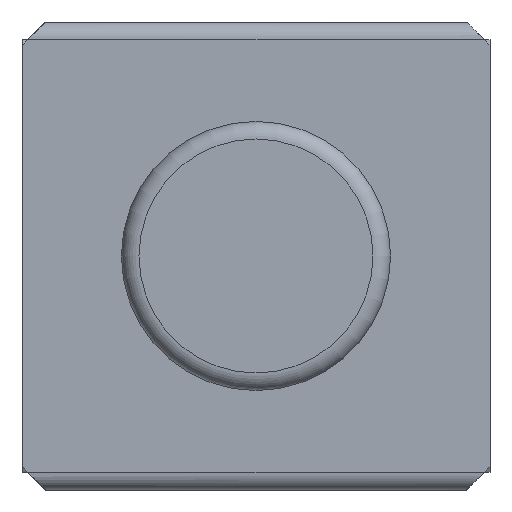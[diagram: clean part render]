
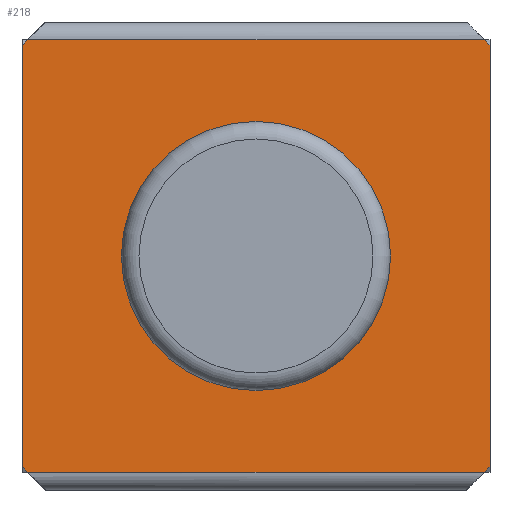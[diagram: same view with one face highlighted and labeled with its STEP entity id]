
A CAD part, front view. The second image highlights one B-rep face of the part: STEP entity #218.
In plain terms, the highlighted planar face has unit normal (0, -1, 0).
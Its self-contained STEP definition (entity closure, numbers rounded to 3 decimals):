
#218 = ADVANCED_FACE( '', ( #509, #510 ), #511, .F. );
#509 = FACE_BOUND( '', #1144, .T. );
#510 = FACE_OUTER_BOUND( '', #1145, .T. );
#511 = PLANE( '', #1146 );
#1144 = EDGE_LOOP( '', ( #1914 ) );
#1145 = EDGE_LOOP( '', ( #1915, #1916, #1917, #1918, #1919, #1920, #1921, #1922 ) );
#1146 = AXIS2_PLACEMENT_3D( '', #1923, #1924, #1925 );
#1914 = ORIENTED_EDGE( '', *, *, #3988, .F. );
#1915 = ORIENTED_EDGE( '', *, *, #3989, .F. );
#1916 = ORIENTED_EDGE( '', *, *, #3977, .T. );
#1917 = ORIENTED_EDGE( '', *, *, #3990, .F. );
#1918 = ORIENTED_EDGE( '', *, *, #3991, .F. );
#1919 = ORIENTED_EDGE( '', *, *, #3992, .F. );
#1920 = ORIENTED_EDGE( '', *, *, #3979, .F. );
#1921 = ORIENTED_EDGE( '', *, *, #3993, .F. );
#1922 = ORIENTED_EDGE( '', *, *, #3994, .F. );
#1923 = CARTESIAN_POINT( '', ( 0., -12., 0. ) );
#1924 = DIRECTION( '', ( 0., 1., 0. ) );
#1925 = DIRECTION( '', ( 0., 0., 1. ) );
#3977 = EDGE_CURVE( '', #4724, #4722, #4725, .F. );
#3979 = EDGE_CURVE( '', #4727, #4728, #4729, .F. );
#3988 = EDGE_CURVE( '', #4744, #4744, #4745, .F. );
#3989 = EDGE_CURVE( '', #4724, #4746, #4747, .T. );
#3990 = EDGE_CURVE( '', #4748, #4722, #4749, .T. );
#3991 = EDGE_CURVE( '', #4750, #4748, #4751, .T. );
#3992 = EDGE_CURVE( '', #4728, #4750, #4752, .T. );
#3993 = EDGE_CURVE( '', #4753, #4727, #4754, .T. );
#3994 = EDGE_CURVE( '', #4746, #4753, #4755, .T. );
#4722 = VERTEX_POINT( '', #6237 );
#4724 = VERTEX_POINT( '', #6239 );
#4725 = LINE( '', #6240, #6241 );
#4727 = VERTEX_POINT( '', #6243 );
#4728 = VERTEX_POINT( '', #6244 );
#4729 = LINE( '', #6245, #6246 );
#4744 = VERTEX_POINT( '', #6266 );
#4745 = CIRCLE( '', #6267, 11.5 );
#4746 = VERTEX_POINT( '', #6268 );
#4747 = LINE( '', #6269, #6270 );
#4748 = VERTEX_POINT( '', #6271 );
#4749 = LINE( '', #6272, #6273 );
#4750 = VERTEX_POINT( '', #6274 );
#4751 = LINE( '', #6275, #6276 );
#4752 = LINE( '', #6277, #6278 );
#4753 = VERTEX_POINT( '', #6279 );
#4754 = LINE( '', #6280, #6281 );
#4755 = LINE( '', #6282, #6283 );
#6237 = CARTESIAN_POINT( '', ( 19.5, -12., -18.5 ) );
#6239 = CARTESIAN_POINT( '', ( -19.5, -12., -18.5 ) );
#6240 = CARTESIAN_POINT( '', ( 25., -12., -18.5 ) );
#6241 = VECTOR( '', #7733, 1000. );
#6243 = CARTESIAN_POINT( '', ( -19.5, -12., 18.5 ) );
#6244 = CARTESIAN_POINT( '', ( 19.5, -12., 18.5 ) );
#6245 = CARTESIAN_POINT( '', ( 25., -12., 18.5 ) );
#6246 = VECTOR( '', #7737, 1000. );
#6266 = CARTESIAN_POINT( '', ( 0., -12., 11.5 ) );
#6267 = AXIS2_PLACEMENT_3D( '', #7752, #7753, #7754 );
#6268 = CARTESIAN_POINT( '', ( -20., -12., -18. ) );
#6269 = CARTESIAN_POINT( '', ( -18., -12., -20. ) );
#6270 = VECTOR( '', #7755, 1000. );
#6271 = CARTESIAN_POINT( '', ( 20., -12., -18. ) );
#6272 = CARTESIAN_POINT( '', ( 20., -12., -18. ) );
#6273 = VECTOR( '', #7756, 1000. );
#6274 = CARTESIAN_POINT( '', ( 20., -12., 18. ) );
#6275 = CARTESIAN_POINT( '', ( 20., -12., 18. ) );
#6276 = VECTOR( '', #7757, 1000. );
#6277 = CARTESIAN_POINT( '', ( 18., -12., 20. ) );
#6278 = VECTOR( '', #7758, 1000. );
#6279 = CARTESIAN_POINT( '', ( -20., -12., 18. ) );
#6280 = CARTESIAN_POINT( '', ( -20., -12., 18. ) );
#6281 = VECTOR( '', #7759, 1000. );
#6282 = CARTESIAN_POINT( '', ( -20., -12., -18. ) );
#6283 = VECTOR( '', #7760, 1000. );
#7733 = DIRECTION( '', ( -1., 0., 0. ) );
#7737 = DIRECTION( '', ( -1., 0., 0. ) );
#7752 = CARTESIAN_POINT( '', ( 0., -12., 0. ) );
#7753 = DIRECTION( '', ( 0., 1., 0. ) );
#7754 = DIRECTION( '', ( 0., 0., 1. ) );
#7755 = DIRECTION( '', ( -0.707, 0., 0.707 ) );
#7756 = DIRECTION( '', ( -0.707, 0., -0.707 ) );
#7757 = DIRECTION( '', ( 0., 0., -1. ) );
#7758 = DIRECTION( '', ( 0.707, 0., -0.707 ) );
#7759 = DIRECTION( '', ( 0.707, 0., 0.707 ) );
#7760 = DIRECTION( '', ( 0., 0., 1. ) );
